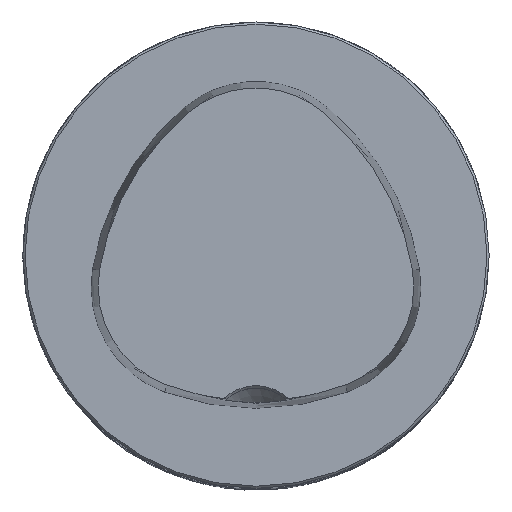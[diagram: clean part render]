
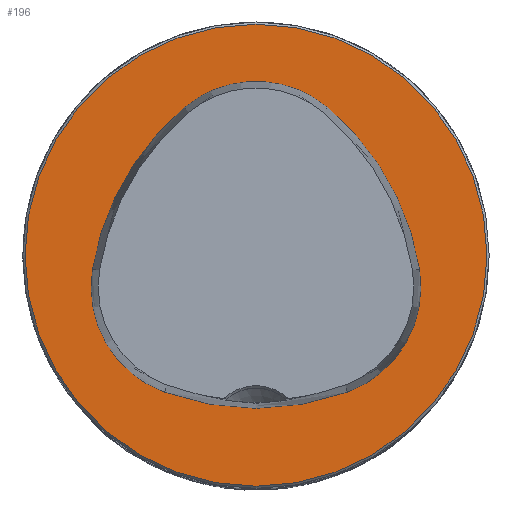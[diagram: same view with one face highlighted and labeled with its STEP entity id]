
A CAD part, top view. The second image highlights one B-rep face of the part: STEP entity #196.
In plain terms, the highlighted planar face has unit normal (0, 0, 1).
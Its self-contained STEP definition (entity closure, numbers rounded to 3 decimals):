
#119=FACE_BOUND('',#348,.T.);
#120=FACE_BOUND('',#349,.T.);
#196=ADVANCED_FACE('CU_FL_N1_SU_1',(#119,#120),#248,.T.);
#248=PLANE('',#1280);
#348=EDGE_LOOP('',(#620,#621,#622,#623,#624,#625));
#349=EDGE_LOOP('',(#626));
#415=CIRCLE('',#1271,36.075);
#417=CIRCLE('',#1274,36.075);
#418=CIRCLE('',#1275,15.075);
#419=CIRCLE('',#1276,36.075);
#420=CIRCLE('',#1277,15.075);
#421=CIRCLE('',#1278,15.075);
#422=CIRCLE('',#1279,31.2);
#620=ORIENTED_EDGE('',*,*,#1003,.F.);
#621=ORIENTED_EDGE('',*,*,#1004,.F.);
#622=ORIENTED_EDGE('',*,*,#1005,.F.);
#623=ORIENTED_EDGE('',*,*,#1006,.F.);
#624=ORIENTED_EDGE('',*,*,#1000,.F.);
#625=ORIENTED_EDGE('',*,*,#1007,.F.);
#626=ORIENTED_EDGE('',*,*,#1008,.T.);
#876=VERTEX_POINT('',#2267);
#877=VERTEX_POINT('',#2269);
#879=VERTEX_POINT('',#2275);
#880=VERTEX_POINT('',#2276);
#881=VERTEX_POINT('',#2278);
#882=VERTEX_POINT('',#2280);
#883=VERTEX_POINT('',#2284);
#1000=EDGE_CURVE('',#876,#877,#415,.T.);
#1003=EDGE_CURVE('',#879,#880,#417,.T.);
#1004=EDGE_CURVE('',#881,#879,#418,.T.);
#1005=EDGE_CURVE('',#882,#881,#419,.T.);
#1006=EDGE_CURVE('',#877,#882,#420,.T.);
#1007=EDGE_CURVE('',#880,#876,#421,.T.);
#1008=EDGE_CURVE('',#883,#883,#422,.T.);
#1271=AXIS2_PLACEMENT_3D('',#2268,#1488,#1489);
#1274=AXIS2_PLACEMENT_3D('',#2274,#1495,#1496);
#1275=AXIS2_PLACEMENT_3D('',#2277,#1497,#1498);
#1276=AXIS2_PLACEMENT_3D('',#2279,#1499,#1500);
#1277=AXIS2_PLACEMENT_3D('',#2281,#1501,#1502);
#1278=AXIS2_PLACEMENT_3D('',#2282,#1503,#1504);
#1279=AXIS2_PLACEMENT_3D('',#2283,#1505,#1506);
#1280=AXIS2_PLACEMENT_3D('',#2285,#1507,#1508);
#1488=DIRECTION('',(0.,0.,1.));
#1489=DIRECTION('',(1.,0.,0.));
#1495=DIRECTION('',(0.,0.,1.));
#1496=DIRECTION('',(1.,0.,0.));
#1497=DIRECTION('',(0.,0.,1.));
#1498=DIRECTION('',(1.,0.,0.));
#1499=DIRECTION('',(0.,0.,1.));
#1500=DIRECTION('',(1.,0.,0.));
#1501=DIRECTION('',(0.,0.,1.));
#1502=DIRECTION('',(1.,0.,0.));
#1503=DIRECTION('',(0.,0.,1.));
#1504=DIRECTION('',(1.,0.,0.));
#1505=DIRECTION('',(0.,0.,1.));
#1506=DIRECTION('',(1.,0.,0.));
#1507=DIRECTION('',(0.,0.,1.));
#1508=DIRECTION('',(1.,0.,0.));
#2267=CARTESIAN_POINT('',(-12.368,-18.489,0.));
#2268=CARTESIAN_POINT('',(0.,15.4,0.));
#2269=CARTESIAN_POINT('',(12.368,-18.489,0.));
#2274=CARTESIAN_POINT('',(13.535,-7.656,0.));
#2275=CARTESIAN_POINT('',(-9.716,19.927,0.));
#2276=CARTESIAN_POINT('',(-22.084,-1.937,0.));
#2277=CARTESIAN_POINT('',(0.,8.4,0.));
#2278=CARTESIAN_POINT('',(9.716,19.927,0.));
#2279=CARTESIAN_POINT('',(-13.535,-7.656,0.));
#2280=CARTESIAN_POINT('',(22.084,-1.937,0.));
#2281=CARTESIAN_POINT('',(7.2,-4.327,0.));
#2282=CARTESIAN_POINT('',(-7.2,-4.327,0.));
#2283=CARTESIAN_POINT('',(0.,0.,0.));
#2284=CARTESIAN_POINT('',(31.2,0.,0.));
#2285=CARTESIAN_POINT('',(0.,0.,0.));
